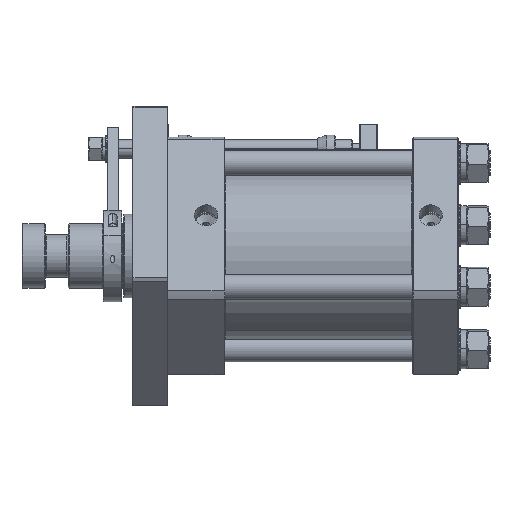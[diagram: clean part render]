
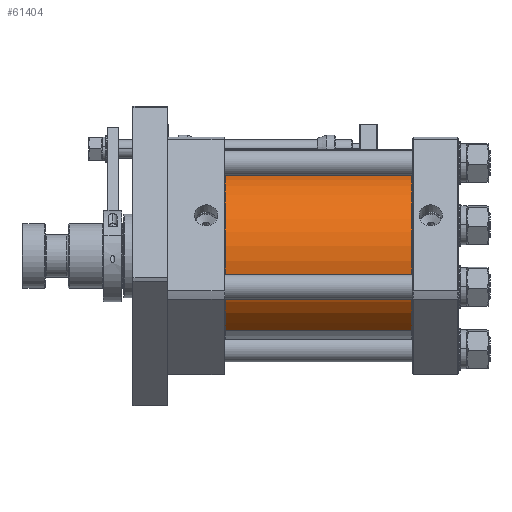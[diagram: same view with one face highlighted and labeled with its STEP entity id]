
A CAD part, left-side view. The second image highlights one B-rep face of the part: STEP entity #61404.
In plain terms, the highlighted cylindrical face has radius 90 mm (diameter 180 mm), a partial arc.
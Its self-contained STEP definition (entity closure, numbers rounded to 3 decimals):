
#9008 = CARTESIAN_POINT ( 'NONE',  ( -430.632, -73.084, 0. ) ) ;
#9009 = DIRECTION ( 'NONE',  ( -1., 0., 0. ) ) ;
#9010 = DIRECTION ( 'NONE',  ( 0., 0., 1. ) ) ;
#18274 = CARTESIAN_POINT ( 'NONE',  ( -217.626, -73.084, 0. ) ) ;
#18276 = DIRECTION ( 'NONE',  ( -1., 0., 0. ) ) ;
#18278 = DIRECTION ( 'NONE',  ( 0., 0., 1. ) ) ;
#18316 = CARTESIAN_POINT ( 'NONE',  ( -430.632, -73.084, 90. ) ) ;
#18318 = DIRECTION ( 'NONE',  ( -1., 0., 0. ) ) ;
#18849 = CARTESIAN_POINT ( 'NONE',  ( -430.632, -73.084, -90. ) ) ;
#18851 = DIRECTION ( 'NONE',  ( -1., 0., 0. ) ) ;
#19954 = CIRCLE ( 'NONE', #19956, 90. ) ;
#19956 = AXIS2_PLACEMENT_3D ( 'NONE', #18274, #18276, #18278 ) ;
#19960 = VECTOR ( 'NONE', #18318, 1000. ) ;
#20006 = VECTOR ( 'NONE', #18851, 1000. ) ;
#20041 = CIRCLE ( 'NONE', #20052, 90. ) ;
#20052 = AXIS2_PLACEMENT_3D ( 'NONE', #65424, #65426, #65428 ) ;
#25710 = ORIENTED_EDGE ( 'NONE', *, *, #68842, .T. ) ;
#25730 = ORIENTED_EDGE ( 'NONE', *, *, #68937, .F. ) ;
#26483 = ORIENTED_EDGE ( 'NONE', *, *, #69029, .F. ) ;
#26560 = ORIENTED_EDGE ( 'NONE', *, *, #68833, .T. ) ;
#33479 = CYLINDRICAL_SURFACE ( 'NONE', #79184, 90. ) ;
#33487 = FACE_OUTER_BOUND ( 'NONE', #80265, .T. ) ;
#33788 = LINE ( 'NONE', #18316, #19960 ) ;
#33812 = LINE ( 'NONE', #18849, #20006 ) ;
#47869 = VERTEX_POINT ( 'NONE', #64561 ) ;
#48060 = VERTEX_POINT ( 'NONE', #64910 ) ;
#49933 = VERTEX_POINT ( 'NONE', #65549 ) ;
#50156 = VERTEX_POINT ( 'NONE', #65680 ) ;
#61404 = ADVANCED_FACE ( 'NONE', ( #33487 ), #33479, .T. ) ;
#64561 = CARTESIAN_POINT ( 'NONE',  ( -419.626, -73.084, 90. ) ) ;
#64910 = CARTESIAN_POINT ( 'NONE',  ( -419.626, -73.084, -90. ) ) ;
#65424 = CARTESIAN_POINT ( 'NONE',  ( -419.626, -73.084, 0. ) ) ;
#65426 = DIRECTION ( 'NONE',  ( -1., 0., 0. ) ) ;
#65428 = DIRECTION ( 'NONE',  ( 0., 0., 1. ) ) ;
#65549 = CARTESIAN_POINT ( 'NONE',  ( -217.626, -73.084, -90. ) ) ;
#65680 = CARTESIAN_POINT ( 'NONE',  ( -217.626, -73.084, 90. ) ) ;
#68833 = EDGE_CURVE ( 'NONE', #49933, #50156, #19954, .T. ) ;
#68842 = EDGE_CURVE ( 'NONE', #50156, #47869, #33788, .T. ) ;
#68937 = EDGE_CURVE ( 'NONE', #49933, #48060, #33812, .T. ) ;
#69029 = EDGE_CURVE ( 'NONE', #48060, #47869, #20041, .T. ) ;
#79184 = AXIS2_PLACEMENT_3D ( 'NONE', #9008, #9009, #9010 ) ;
#80265 = EDGE_LOOP ( 'NONE', ( #25730, #26560, #25710, #26483 ) ) ;
